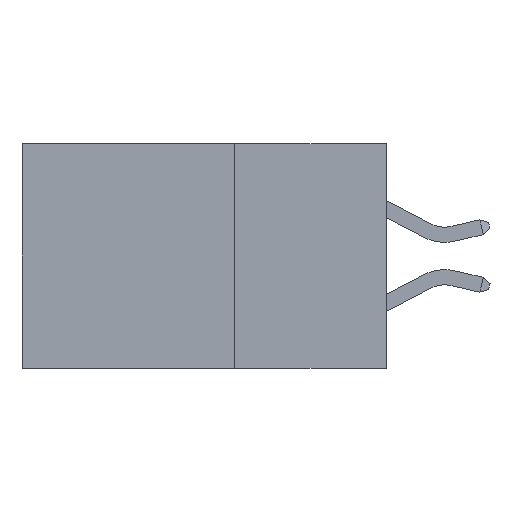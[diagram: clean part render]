
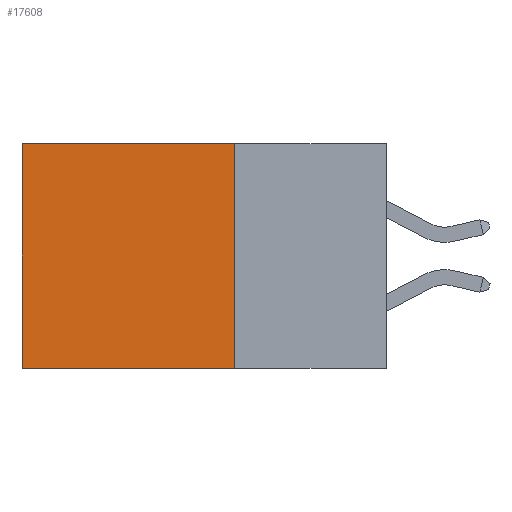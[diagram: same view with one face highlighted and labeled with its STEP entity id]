
A CAD part, left-side view. The second image highlights one B-rep face of the part: STEP entity #17608.
In plain terms, the highlighted planar face has unit normal (-1, 0, 0).
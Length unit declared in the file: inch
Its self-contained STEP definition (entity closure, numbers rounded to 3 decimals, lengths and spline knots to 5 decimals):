
#40 = DIRECTION ( 'NONE',  ( 1., 0., 0. ) ) ;
#353 = EDGE_LOOP ( 'NONE', ( #4368, #23199, #5013, #16516 ) ) ;
#485 = FACE_OUTER_BOUND ( 'NONE', #353, .T. ) ;
#2736 = DIRECTION ( 'NONE',  ( 0., 0., -1. ) ) ;
#3758 = EDGE_CURVE ( 'NONE', #11846, #7794, #17550, .T. ) ;
#4368 = ORIENTED_EDGE ( 'NONE', *, *, #16226, .T. ) ;
#5013 = ORIENTED_EDGE ( 'NONE', *, *, #5195, .F. ) ;
#5038 = CARTESIAN_POINT ( 'NONE',  ( 0.298, 0.25, -0.37 ) ) ;
#5195 = EDGE_CURVE ( 'NONE', #11662, #11846, #10879, .T. ) ;
#7211 = DIRECTION ( 'NONE',  ( 0., 1., 0. ) ) ;
#7388 = CARTESIAN_POINT ( 'NONE',  ( 0.298, 0.25, 0. ) ) ;
#7794 = VERTEX_POINT ( 'NONE', #26786 ) ;
#8202 = VECTOR ( 'NONE', #14344, 39.37008 ) ;
#8206 = CARTESIAN_POINT ( 'NONE',  ( 0.298, 0.6, 0. ) ) ;
#10681 = CARTESIAN_POINT ( 'NONE',  ( 0.298, 0.25, 0. ) ) ;
#10879 = LINE ( 'NONE', #11978, #8202 ) ;
#11226 = VERTEX_POINT ( 'NONE', #8206 ) ;
#11445 = CARTESIAN_POINT ( 'NONE',  ( 0.298, 0.6, 0. ) ) ;
#11538 = DIRECTION ( 'NONE',  ( 0., 0., -1. ) ) ;
#11662 = VERTEX_POINT ( 'NONE', #14876 ) ;
#11846 = VERTEX_POINT ( 'NONE', #21562 ) ;
#11978 = CARTESIAN_POINT ( 'NONE',  ( 0.298, 0.25, 0. ) ) ;
#13508 = EDGE_CURVE ( 'NONE', #11662, #11226, #14225, .T. ) ;
#14225 = LINE ( 'NONE', #7388, #16504 ) ;
#14344 = DIRECTION ( 'NONE',  ( 0., 0., -1. ) ) ;
#14876 = CARTESIAN_POINT ( 'NONE',  ( 0.298, 0.25, 0. ) ) ;
#16220 = VECTOR ( 'NONE', #24025, 39.37008 ) ;
#16226 = EDGE_CURVE ( 'NONE', #11226, #7794, #20788, .T. ) ;
#16504 = VECTOR ( 'NONE', #7211, 39.37008 ) ;
#16516 = ORIENTED_EDGE ( 'NONE', *, *, #13508, .T. ) ;
#17550 = LINE ( 'NONE', #5038, #16220 ) ;
#17608 = ADVANCED_FACE ( 'NONE', ( #485 ), #23314, .F. ) ;
#20788 = LINE ( 'NONE', #11445, #22124 ) ;
#21562 = CARTESIAN_POINT ( 'NONE',  ( 0.298, 0.25, -0.37 ) ) ;
#22124 = VECTOR ( 'NONE', #11538, 39.37008 ) ;
#23199 = ORIENTED_EDGE ( 'NONE', *, *, #3758, .F. ) ;
#23314 = PLANE ( 'NONE',  #24816 ) ;
#24025 = DIRECTION ( 'NONE',  ( 0., 1., 0. ) ) ;
#24816 = AXIS2_PLACEMENT_3D ( 'NONE', #10681, #40, #2736 ) ;
#26786 = CARTESIAN_POINT ( 'NONE',  ( 0.298, 0.6, -0.37 ) ) ;
